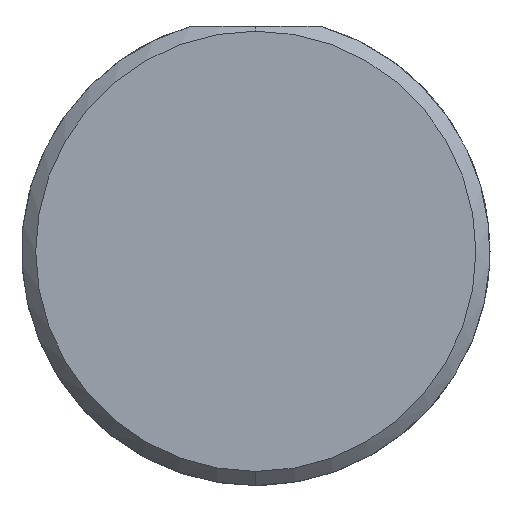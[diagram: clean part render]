
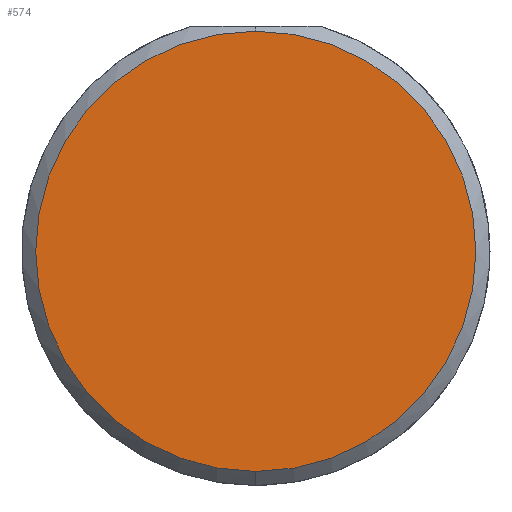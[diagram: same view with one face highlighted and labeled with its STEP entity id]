
A CAD part, left-side view. The second image highlights one B-rep face of the part: STEP entity #574.
In plain terms, the highlighted planar face has unit normal (-1, 0, 0).
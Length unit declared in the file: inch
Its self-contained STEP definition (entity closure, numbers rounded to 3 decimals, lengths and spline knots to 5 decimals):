
#16 = ORIENTED_EDGE ( 'NONE', *, *, #519, .T. ) ;
#31 = CIRCLE ( 'NONE', #73, 0.23485 ) ;
#47 = AXIS2_PLACEMENT_3D ( 'NONE', #70, #129, #505 ) ;
#70 = CARTESIAN_POINT ( 'NONE',  ( 0., 0., 0. ) ) ;
#73 = AXIS2_PLACEMENT_3D ( 'NONE', #287, #788, #86 ) ;
#86 = DIRECTION ( 'NONE',  ( 0., 0., 1. ) ) ;
#129 = DIRECTION ( 'NONE',  ( 1., 0., 0. ) ) ;
#151 = ORIENTED_EDGE ( 'NONE', *, *, #711, .T. ) ;
#287 = CARTESIAN_POINT ( 'NONE',  ( 0., 0., 0. ) ) ;
#307 = VERTEX_POINT ( 'NONE', #398 ) ;
#308 = CIRCLE ( 'NONE', #393, 0.23485 ) ;
#393 = AXIS2_PLACEMENT_3D ( 'NONE', #438, #628, #484 ) ;
#398 = CARTESIAN_POINT ( 'NONE',  ( 0., 0., -0.23485 ) ) ;
#438 = CARTESIAN_POINT ( 'NONE',  ( 0., 0., 0. ) ) ;
#452 = PLANE ( 'NONE',  #47 ) ;
#484 = DIRECTION ( 'NONE',  ( 0., 0., 1. ) ) ;
#505 = DIRECTION ( 'NONE',  ( 0., 0., -1. ) ) ;
#519 = EDGE_CURVE ( 'NONE', #720, #307, #308, .T. ) ;
#574 = ADVANCED_FACE ( 'NONE', ( #575 ), #452, .F. ) ;
#575 = FACE_OUTER_BOUND ( 'NONE', #742, .T. ) ;
#598 = CARTESIAN_POINT ( 'NONE',  ( 0., 0., 0.23485 ) ) ;
#628 = DIRECTION ( 'NONE',  ( -1., 0., 0. ) ) ;
#711 = EDGE_CURVE ( 'NONE', #307, #720, #31, .T. ) ;
#720 = VERTEX_POINT ( 'NONE', #598 ) ;
#742 = EDGE_LOOP ( 'NONE', ( #151, #16 ) ) ;
#788 = DIRECTION ( 'NONE',  ( -1., 0., 0. ) ) ;
